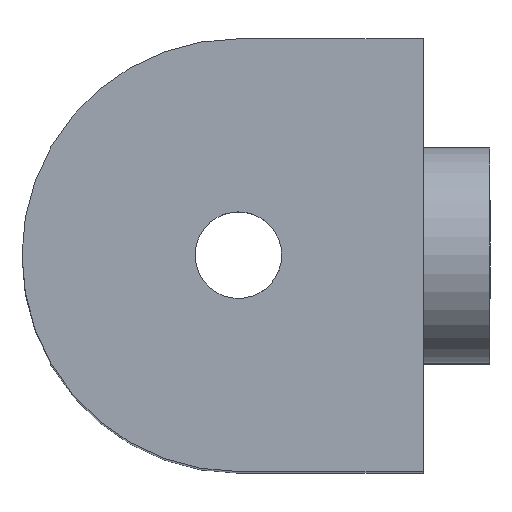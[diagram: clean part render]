
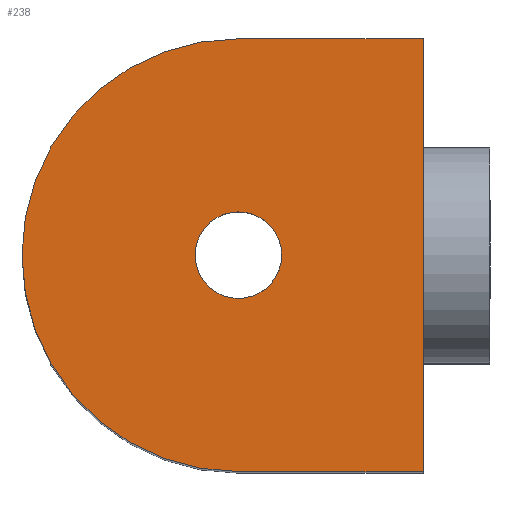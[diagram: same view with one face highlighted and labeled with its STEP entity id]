
A CAD part, top view. The second image highlights one B-rep face of the part: STEP entity #238.
In plain terms, the highlighted planar face has unit normal (0, 0, 1).
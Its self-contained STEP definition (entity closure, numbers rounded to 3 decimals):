
#19=FACE_BOUND('',#38,.T.);
#24=FACE_OUTER_BOUND('',#37,.T.);
#37=EDGE_LOOP('',(#154,#155,#156,#157));
#38=EDGE_LOOP('',(#158,#159));
#55=CIRCLE('',#272,3.);
#56=CIRCLE('',#273,0.6);
#57=CIRCLE('',#274,0.6);
#72=LINE('',#381,#86);
#73=LINE('',#383,#87);
#74=LINE('',#385,#88);
#86=VECTOR('',#305,10.);
#87=VECTOR('',#306,10.);
#88=VECTOR('',#307,10.);
#100=VERTEX_POINT('',#379);
#101=VERTEX_POINT('',#380);
#102=VERTEX_POINT('',#382);
#103=VERTEX_POINT('',#384);
#104=VERTEX_POINT('',#387);
#105=VERTEX_POINT('',#388);
#123=EDGE_CURVE('',#100,#101,#72,.T.);
#124=EDGE_CURVE('',#102,#100,#73,.T.);
#125=EDGE_CURVE('',#103,#102,#74,.T.);
#126=EDGE_CURVE('',#101,#103,#55,.T.);
#127=EDGE_CURVE('',#104,#105,#56,.T.);
#128=EDGE_CURVE('',#105,#104,#57,.T.);
#154=ORIENTED_EDGE('',*,*,#123,.F.);
#155=ORIENTED_EDGE('',*,*,#124,.F.);
#156=ORIENTED_EDGE('',*,*,#125,.F.);
#157=ORIENTED_EDGE('',*,*,#126,.F.);
#158=ORIENTED_EDGE('',*,*,#127,.F.);
#159=ORIENTED_EDGE('',*,*,#128,.F.);
#216=PLANE('',#271);
#238=ADVANCED_FACE('',(#24,#19),#216,.T.);
#271=AXIS2_PLACEMENT_3D('',#378,#303,#304);
#272=AXIS2_PLACEMENT_3D('',#386,#308,#309);
#273=AXIS2_PLACEMENT_3D('',#389,#310,#311);
#274=AXIS2_PLACEMENT_3D('',#390,#312,#313);
#303=DIRECTION('center_axis',(0.,0.,1.));
#304=DIRECTION('ref_axis',(1.,0.,0.));
#305=DIRECTION('',(-1.,0.,0.));
#306=DIRECTION('',(0.,-1.,0.));
#307=DIRECTION('',(1.,0.,0.));
#308=DIRECTION('center_axis',(0.,0.,-1.));
#309=DIRECTION('ref_axis',(-1.,0.,0.));
#310=DIRECTION('center_axis',(0.,0.,1.));
#311=DIRECTION('ref_axis',(0.863,-0.505,0.));
#312=DIRECTION('center_axis',(0.,0.,1.));
#313=DIRECTION('ref_axis',(0.863,-0.505,0.));
#378=CARTESIAN_POINT('Origin',(4.782,3.,-0.05));
#379=CARTESIAN_POINT('',(7.563,0.,-0.05));
#380=CARTESIAN_POINT('',(5.,0.,-0.05));
#381=CARTESIAN_POINT('',(2.391,0.,-0.05));
#382=CARTESIAN_POINT('',(7.563,6.,-0.05));
#383=CARTESIAN_POINT('',(7.563,3.,-0.05));
#384=CARTESIAN_POINT('',(5.,6.,-0.05));
#385=CARTESIAN_POINT('',(2.391,6.,-0.05));
#386=CARTESIAN_POINT('Origin',(5.,3.,-0.05));
#387=CARTESIAN_POINT('',(5.6,3.,-0.05));
#388=CARTESIAN_POINT('',(4.482,3.303,-0.05));
#389=CARTESIAN_POINT('Origin',(5.,3.,-0.05));
#390=CARTESIAN_POINT('Origin',(5.,3.,-0.05));
